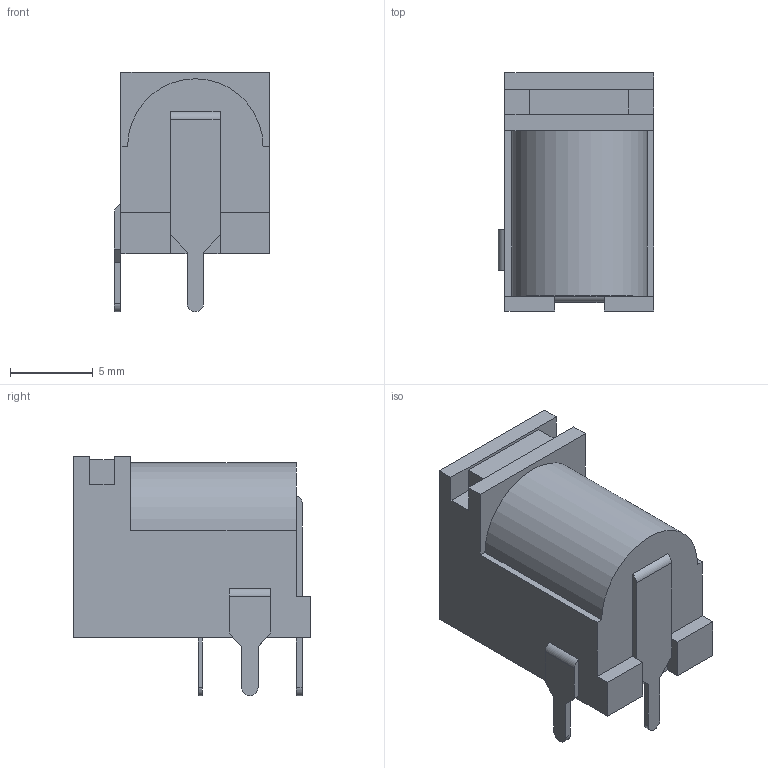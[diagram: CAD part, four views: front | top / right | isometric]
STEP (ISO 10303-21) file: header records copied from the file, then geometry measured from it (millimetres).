
FILE_DESCRIPTION( ( '' ), ' ' );
FILE_NAME( '5b3ba9e705641b0ee0270d2d.step', '2018-07-03T16:52:55', ( '' ), ( '' ), ' ', ' ', ' ' );
FILE_SCHEMA( ( 'AUTOMOTIVE_DESIGN { 1 0 10303 214 1 1 1 1 }' ) );
Length unit declared in the file: metre
Products named in the file (1): Open CASCADE STEP translator 6.8 4
Bounding box: 9.4 x 14.4 x 14.5 mm (x, y, z)
Volume: 1001.3 mm3; surface area: 979.3 mm2
Topology: 1 solids, 1 shells, 56 faces, 146 edges, 95 vertices
Faces by surface type: plane 47, cylinder 8, cone 1
Full cylindrical faces by diameter (mm): 2 x1, 6.5 x1
Entity records: 2855 total; most frequent: CARTESIAN_POINT 295, ORIENTED_EDGE 286, DIRECTION 274, STYLED_ITEM 199, PRESENTATION_STYLE_ASSIGNMENT 199, COLOUR_RGB 199, EDGE_CURVE 143, CURVE_STYLE 143
